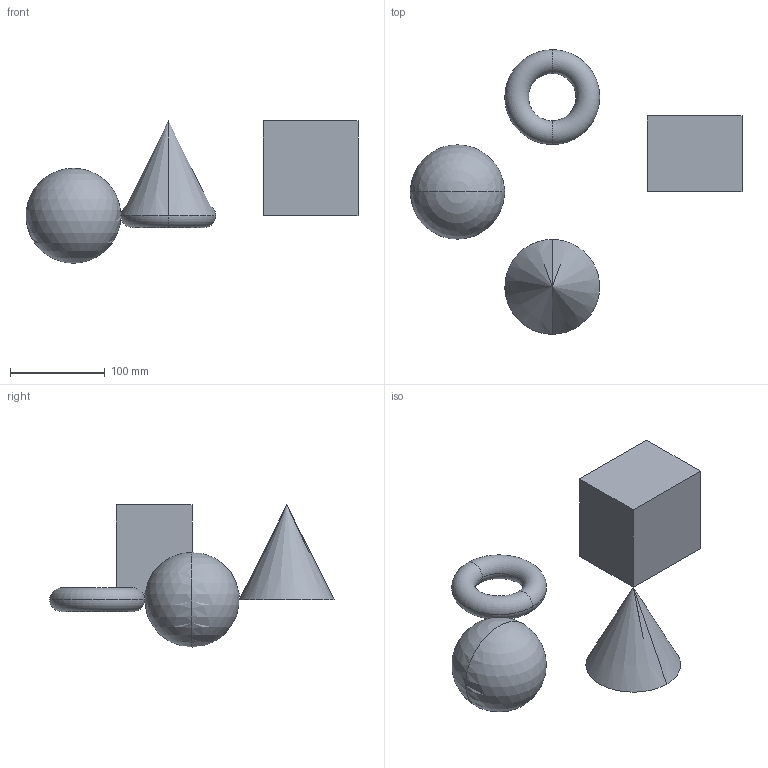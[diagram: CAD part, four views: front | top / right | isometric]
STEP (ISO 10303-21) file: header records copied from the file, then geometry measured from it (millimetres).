
FILE_DESCRIPTION((''), '1');
FILE_NAME('PR_3-CT_NEW ', '1997-02-14T17:02:01+01:00', (''), (''), 'CATIA.STEP INTERFACE', 'CATIA SOLUTIONS V4 RELEASE 1.8 FR 4.1.8', '');
FILE_SCHEMA(('AUTOMOTIVE_DESIGN_CC2 { 1 2 10303 214 -1 1 5 3 }'));
Length unit declared in the file: millimetre
Products named in the file (1): *MASTER
Bounding box: 349.98 x 300 x 150 mm (x, y, z)
Volume: 1701057.6 mm3; surface area: 127337.5 mm2
Topology: 4 solids, 4 shells, 15 faces, 32 edges, 17 vertices
Faces by surface type: plane 7, torus 4, sphere 2, cone 2
Entity records: 456 total; most frequent: CARTESIAN_POINT 185, ORIENTED_EDGE 52, EDGE_CURVE 26, B_SPLINE_CURVE_WITH_KNOTS 25, DIRECTION 19, VERTEX_POINT 17, EDGE_LOOP 15, FACE_OUTER_BOUND 15
